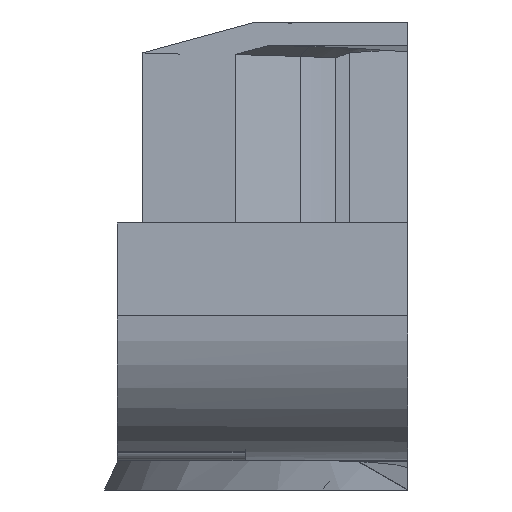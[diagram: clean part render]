
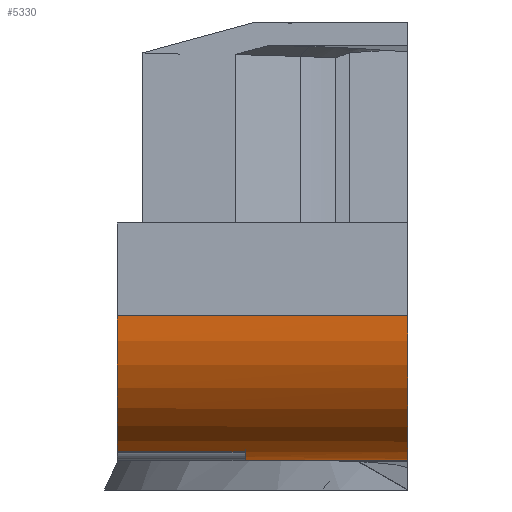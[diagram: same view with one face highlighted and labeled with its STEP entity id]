
A CAD part, left-side view. The second image highlights one B-rep face of the part: STEP entity #5330.
In plain terms, the highlighted cylindrical face has radius 5 mm (diameter 10 mm), a partial arc.
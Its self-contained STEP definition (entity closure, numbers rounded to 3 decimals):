
#66 = ORIENTED_EDGE ( 'NONE', *, *, #5752, .T. ) ;
#147 = CARTESIAN_POINT ( 'NONE',  ( -87.5, 6.8, 6. ) ) ;
#267 = DIRECTION ( 'NONE',  ( 0., 1., 0. ) ) ;
#456 = VERTEX_POINT ( 'NONE', #3393 ) ;
#794 = DIRECTION ( 'NONE',  ( -1., 0., 0. ) ) ;
#1006 = DIRECTION ( 'NONE',  ( 0., 0., -1. ) ) ;
#1127 = ORIENTED_EDGE ( 'NONE', *, *, #8871, .T. ) ;
#1192 = ORIENTED_EDGE ( 'NONE', *, *, #8467, .T. ) ;
#1678 = CIRCLE ( 'NONE', #10089, 5. ) ;
#1730 = VERTEX_POINT ( 'NONE', #7242 ) ;
#1736 = CARTESIAN_POINT ( 'NONE',  ( -92.5, 6.8, 6. ) ) ;
#1838 = VERTEX_POINT ( 'NONE', #1736 ) ;
#2220 = LINE ( 'NONE', #4185, #10215 ) ;
#3188 = VERTEX_POINT ( 'NONE', #9262 ) ;
#3233 = DIRECTION ( 'NONE',  ( 0., 1., 0. ) ) ;
#3393 = CARTESIAN_POINT ( 'NONE',  ( -87.5, 2.4, 1. ) ) ;
#3445 = VERTEX_POINT ( 'NONE', #6774 ) ;
#3878 = LINE ( 'NONE', #7450, #9666 ) ;
#3900 = DIRECTION ( 'NONE',  ( 0., 0., -1. ) ) ;
#3942 = CARTESIAN_POINT ( 'NONE',  ( -87.5, -3.2, 6. ) ) ;
#4185 = CARTESIAN_POINT ( 'NONE',  ( -89.269, 6.8, 1.324 ) ) ;
#4531 = EDGE_CURVE ( 'NONE', #3445, #8830, #2220, .T. ) ;
#4593 = DIRECTION ( 'NONE',  ( 0., 0., 1. ) ) ;
#4861 = DIRECTION ( 'NONE',  ( 0., -1., 0. ) ) ;
#4914 = DIRECTION ( 'NONE',  ( 0., -1., 0. ) ) ;
#5011 = CIRCLE ( 'NONE', #7096, 5. ) ;
#5330 = ADVANCED_FACE ( 'NONE', ( #9551 ), #10127, .T. ) ;
#5374 = DIRECTION ( 'NONE',  ( 0., -1., 0. ) ) ;
#5444 = LINE ( 'NONE', #8978, #9203 ) ;
#5564 = DIRECTION ( 'NONE',  ( 0., 1., 0. ) ) ;
#5647 = EDGE_LOOP ( 'NONE', ( #7081, #7244, #1192, #66, #1127, #8496 ) ) ;
#5752 = EDGE_CURVE ( 'NONE', #3188, #1838, #5444, .T. ) ;
#6774 = CARTESIAN_POINT ( 'NONE',  ( -89.269, 2.4, 1.324 ) ) ;
#7037 = CARTESIAN_POINT ( 'NONE',  ( -87.5, 6.8, 6. ) ) ;
#7081 = ORIENTED_EDGE ( 'NONE', *, *, #7986, .T. ) ;
#7096 = AXIS2_PLACEMENT_3D ( 'NONE', #3942, #5564, #794 ) ;
#7197 = AXIS2_PLACEMENT_3D ( 'NONE', #147, #4914, #3900 ) ;
#7242 = CARTESIAN_POINT ( 'NONE',  ( -87.5, -3.2, 1. ) ) ;
#7244 = ORIENTED_EDGE ( 'NONE', *, *, #8751, .T. ) ;
#7391 = CARTESIAN_POINT ( 'NONE',  ( -87.5, 2.4, 6. ) ) ;
#7450 = CARTESIAN_POINT ( 'NONE',  ( -87.5, -3.2, 1. ) ) ;
#7986 = EDGE_CURVE ( 'NONE', #3445, #456, #1678, .T. ) ;
#8427 = CARTESIAN_POINT ( 'NONE',  ( -89.269, 6.8, 1.324 ) ) ;
#8467 = EDGE_CURVE ( 'NONE', #1730, #3188, #5011, .T. ) ;
#8496 = ORIENTED_EDGE ( 'NONE', *, *, #4531, .F. ) ;
#8751 = EDGE_CURVE ( 'NONE', #456, #1730, #3878, .T. ) ;
#8830 = VERTEX_POINT ( 'NONE', #8427 ) ;
#8871 = EDGE_CURVE ( 'NONE', #1838, #8830, #10030, .T. ) ;
#8978 = CARTESIAN_POINT ( 'NONE',  ( -92.5, 6.8, 6. ) ) ;
#9069 = DIRECTION ( 'NONE',  ( 0., -1., 0. ) ) ;
#9203 = VECTOR ( 'NONE', #3233, 1000. ) ;
#9262 = CARTESIAN_POINT ( 'NONE',  ( -92.5, -3.2, 6. ) ) ;
#9551 = FACE_OUTER_BOUND ( 'NONE', #5647, .T. ) ;
#9666 = VECTOR ( 'NONE', #9069, 1000. ) ;
#10030 = CIRCLE ( 'NONE', #10168, 5. ) ;
#10089 = AXIS2_PLACEMENT_3D ( 'NONE', #7391, #4861, #1006 ) ;
#10127 = CYLINDRICAL_SURFACE ( 'NONE', #7197, 5. ) ;
#10168 = AXIS2_PLACEMENT_3D ( 'NONE', #7037, #5374, #4593 ) ;
#10215 = VECTOR ( 'NONE', #267, 1000. ) ;
